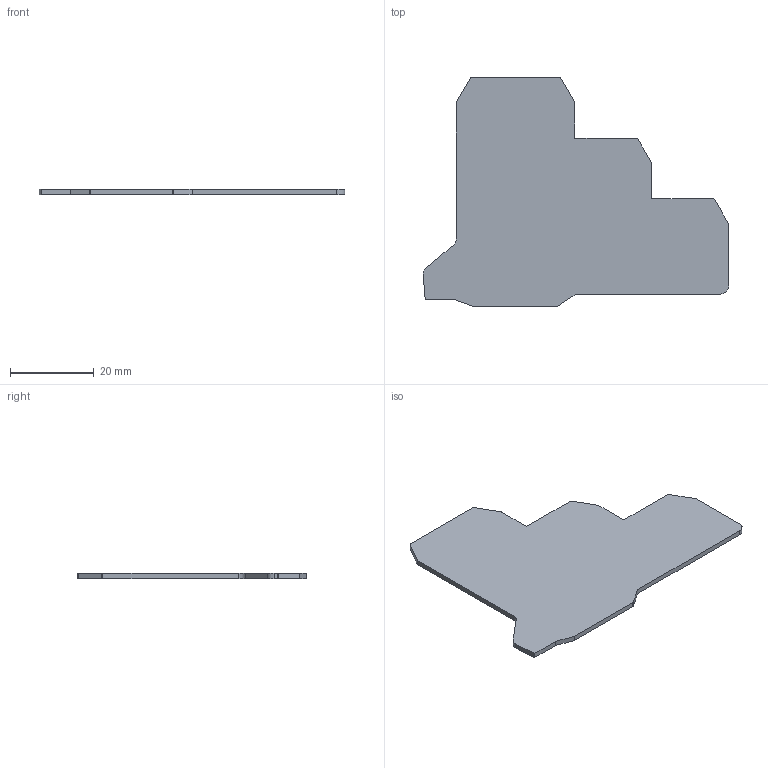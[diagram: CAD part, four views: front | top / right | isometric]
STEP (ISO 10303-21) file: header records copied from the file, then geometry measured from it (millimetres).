
FILE_DESCRIPTION (( 'STEP AP214' ), '1' );
FILE_NAME ('450169_NPP-PUK 3S_Grey.STP', '2013-11-15T06:34:03', ( 'arge' ), ( 'Microsoft' ), 'SwSTEP 2.0', 'SolidWorks 2013', '' );
FILE_SCHEMA (( 'AUTOMOTIVE_DESIGN' ));
Length unit declared in the file: millimetre
Products named in the file (1): 450169_NPP-PUK 3S_Grey
Bounding box: 72.85 x 54.7 x 1.2 mm (x, y, z)
Volume: 3211.1 mm3; surface area: 5634.7 mm2
Topology: 1 solids, 1 shells, 36 faces, 102 edges, 68 vertices
Faces by surface type: plane 21, cylinder 15
Entity records: 1606 total; most frequent: CARTESIAN_POINT 207, DIRECTION 206, ORIENTED_EDGE 204, EDGE_CURVE 102, LINE 72, VECTOR 72, VERTEX_POINT 68, AXIS2_PLACEMENT_3D 67
